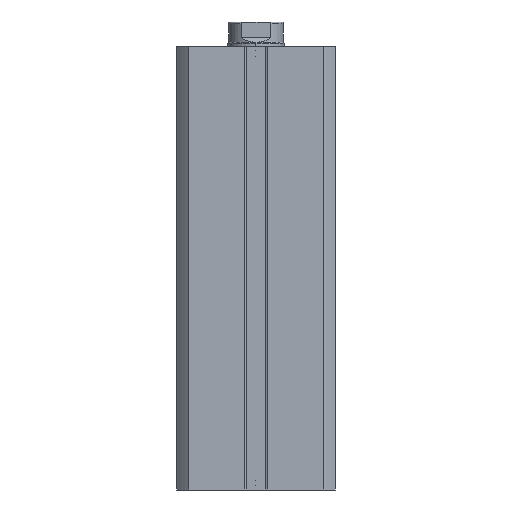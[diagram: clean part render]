
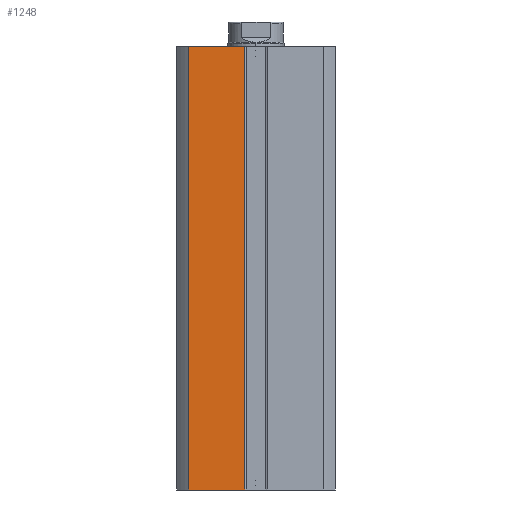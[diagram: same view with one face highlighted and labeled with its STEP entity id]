
A CAD part, front view. The second image highlights one B-rep face of the part: STEP entity #1248.
In plain terms, the highlighted planar face has unit normal (0, -1, 0).
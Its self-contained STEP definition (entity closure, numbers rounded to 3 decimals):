
#99 = VERTEX_POINT ( 'NONE', #1779 ) ;
#190 = EDGE_LOOP ( 'NONE', ( #6918, #6919, #6924, #6916 ) ) ;
#519 = EDGE_CURVE ( 'NONE', #99, #1522, #6338, .T. ) ;
#590 = EDGE_CURVE ( 'NONE', #1585, #1584, #6443, .T. ) ;
#620 = EDGE_CURVE ( 'NONE', #1584, #1522, #6498, .T. ) ;
#624 = EDGE_CURVE ( 'NONE', #1585, #99, #6511, .T. ) ;
#1156 = AXIS2_PLACEMENT_3D ( 'NONE', #3132, #3152, #3153 ) ;
#1248 = ADVANCED_FACE ( 'NONE', ( #4614 ), #3151, .F. ) ;
#1522 = VERTEX_POINT ( 'NONE', #5385 ) ;
#1584 = VERTEX_POINT ( 'NONE', #5447 ) ;
#1585 = VERTEX_POINT ( 'NONE', #5448 ) ;
#1779 = CARTESIAN_POINT ( 'NONE',  ( -19.079, -22.5, 126. ) ) ;
#2102 = CARTESIAN_POINT ( 'NONE',  ( -22.5, -22.5, 126. ) ) ;
#2103 = DIRECTION ( 'NONE',  ( 1., 0., 0. ) ) ;
#2272 = CARTESIAN_POINT ( 'NONE',  ( -22.5, -22.5, 0. ) ) ;
#2273 = DIRECTION ( 'NONE',  ( 1., 0., 0. ) ) ;
#2344 = CARTESIAN_POINT ( 'NONE',  ( -3.2, -22.5, 126. ) ) ;
#2345 = DIRECTION ( 'NONE',  ( 0., 0., 1. ) ) ;
#2352 = CARTESIAN_POINT ( 'NONE',  ( -19.079, -22.5, 0. ) ) ;
#2353 = DIRECTION ( 'NONE',  ( 0., 0., 1. ) ) ;
#3132 = CARTESIAN_POINT ( 'NONE',  ( -22.5, -22.5, 126. ) ) ;
#3151 = PLANE ( 'NONE',  #1156 ) ;
#3152 = DIRECTION ( 'NONE',  ( 0., 1., 0. ) ) ;
#3153 = DIRECTION ( 'NONE',  ( 0., 0., 1. ) ) ;
#4614 = FACE_OUTER_BOUND ( 'NONE', #190, .T. ) ;
#5385 = CARTESIAN_POINT ( 'NONE',  ( -3.2, -22.5, 126. ) ) ;
#5447 = CARTESIAN_POINT ( 'NONE',  ( -3.2, -22.5, 0. ) ) ;
#5448 = CARTESIAN_POINT ( 'NONE',  ( -19.079, -22.5, 0. ) ) ;
#6338 = LINE ( 'NONE', #2102, #6339 ) ;
#6339 = VECTOR ( 'NONE', #2103, 1000. ) ;
#6443 = LINE ( 'NONE', #2272, #6447 ) ;
#6447 = VECTOR ( 'NONE', #2273, 1000. ) ;
#6494 = VECTOR ( 'NONE', #2345, 1000. ) ;
#6498 = LINE ( 'NONE', #2344, #6494 ) ;
#6511 = LINE ( 'NONE', #2352, #6512 ) ;
#6512 = VECTOR ( 'NONE', #2353, 1000. ) ;
#6916 = ORIENTED_EDGE ( 'NONE', *, *, #519, .F. ) ;
#6918 = ORIENTED_EDGE ( 'NONE', *, *, #624, .F. ) ;
#6919 = ORIENTED_EDGE ( 'NONE', *, *, #590, .T. ) ;
#6924 = ORIENTED_EDGE ( 'NONE', *, *, #620, .T. ) ;
